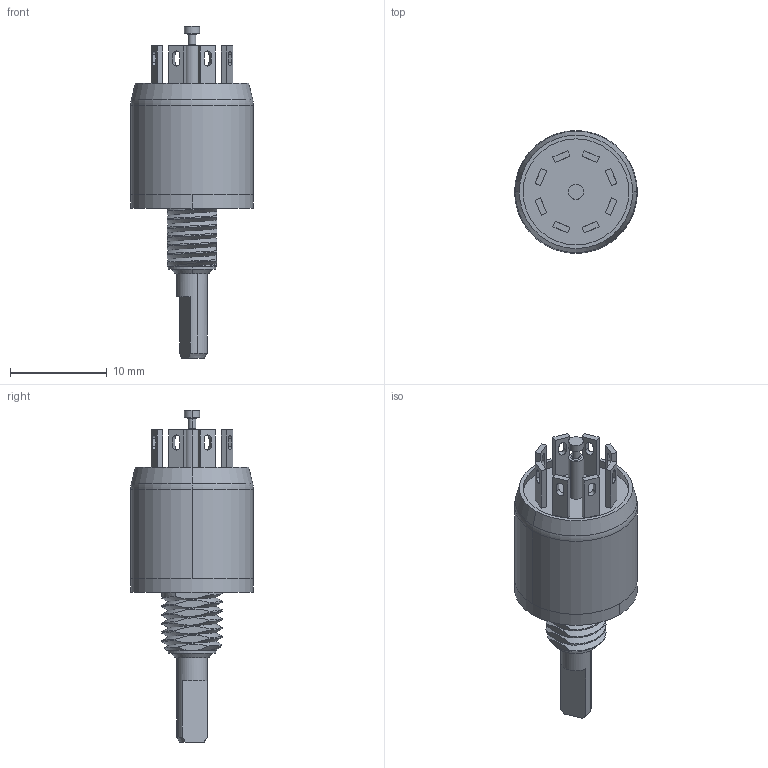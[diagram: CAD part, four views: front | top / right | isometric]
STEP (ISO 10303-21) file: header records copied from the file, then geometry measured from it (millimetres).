
FILE_DESCRIPTION((''),'2;1');
FILE_NAME('50D45-01-1-AJN_SW0001','2018-06-28T',('JJANOTA'),(''),'PRO/ENGINEER BY PARAMETRIC TECHNOLOGY CORPORATION, 2016100','PRO/ENGINEER BY PARAMETRIC TECHNOLOGY CORPORATION, 2016100','');
FILE_SCHEMA(('CONFIG_CONTROL_DESIGN'));
Length unit declared in the file: inch
Products named in the file (1): 50D45-01-1-AJN_SW0001
Bounding box: 12.7 x 12.7 x 34.34 mm (x, y, z)
Surface area: 1399.1 mm2 (no closed solid volume)
Topology: 0 solids, 15 shells, 149 faces, 425 edges, 293 vertices
Faces by surface type: plane 82, cylinder 45, cone 12, torus 6, bspline 4
Entity records: 6685 total; most frequent: CARTESIAN_POINT 2806, ORIENTED_EDGE 759, DIRECTION 754, EDGE_CURVE 425, VERTEX_POINT 293, VECTOR 254, LINE 254, AXIS2_PLACEMENT_3D 250
